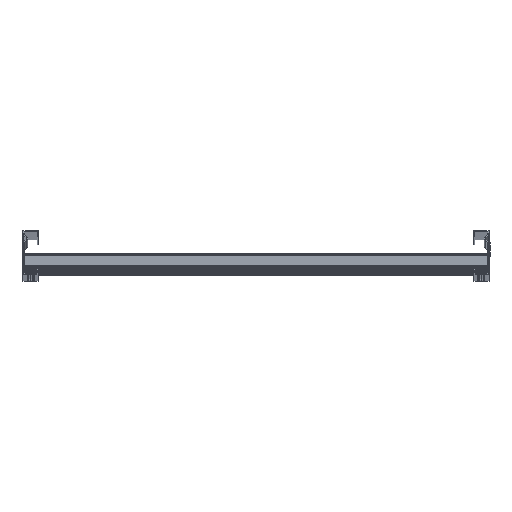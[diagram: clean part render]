
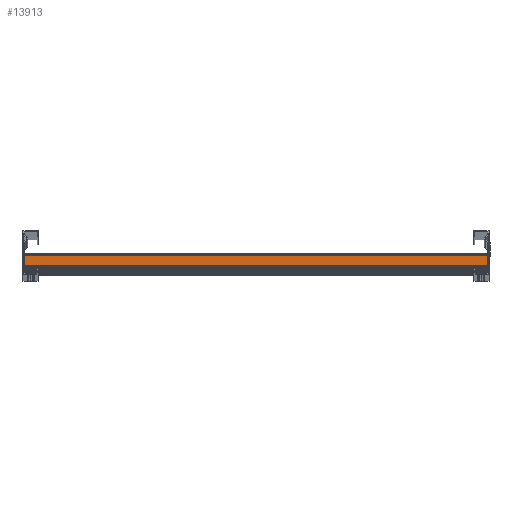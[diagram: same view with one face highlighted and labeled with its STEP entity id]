
A CAD part, top view. The second image highlights one B-rep face of the part: STEP entity #13913.
In plain terms, the highlighted face is planar.
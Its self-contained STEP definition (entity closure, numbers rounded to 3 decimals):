
#360 = CARTESIAN_POINT ( 'NONE',  ( 18., 18., 298.5 ) ) ;
#1636 = VECTOR ( 'NONE', #6716, 1000. ) ;
#1865 = CARTESIAN_POINT ( 'NONE',  ( 18., 2.5, 298.5 ) ) ;
#2431 = VERTEX_POINT ( 'NONE', #12467 ) ;
#2690 = CARTESIAN_POINT ( 'NONE',  ( 18., 18., -298.5 ) ) ;
#3196 = EDGE_CURVE ( 'NONE', #2431, #8710, #9003, .T. ) ;
#3730 = VERTEX_POINT ( 'NONE', #7938 ) ;
#3892 = ORIENTED_EDGE ( 'NONE', *, *, #9850, .T. ) ;
#3943 = CARTESIAN_POINT ( 'NONE',  ( 18., 2.5, -298.5 ) ) ;
#4556 = VERTEX_POINT ( 'NONE', #3943 ) ;
#4741 = PLANE ( 'NONE',  #5628 ) ;
#4917 = DIRECTION ( 'NONE',  ( 1., 0., 0. ) ) ;
#4989 = ORIENTED_EDGE ( 'NONE', *, *, #3196, .T. ) ;
#5618 = CARTESIAN_POINT ( 'NONE',  ( 18., 15.5, 298.5 ) ) ;
#5628 = AXIS2_PLACEMENT_3D ( 'NONE', #11360, #4917, #12572 ) ;
#5793 = VECTOR ( 'NONE', #7340, 1000. ) ;
#6411 = LINE ( 'NONE', #2690, #11706 ) ;
#6716 = DIRECTION ( 'NONE',  ( 0., 0., -1. ) ) ;
#7340 = DIRECTION ( 'NONE',  ( 0., 0., -1. ) ) ;
#7938 = CARTESIAN_POINT ( 'NONE',  ( 18., 15.5, -298.5 ) ) ;
#8710 = VERTEX_POINT ( 'NONE', #9673 ) ;
#9003 = LINE ( 'NONE', #360, #9694 ) ;
#9356 = EDGE_LOOP ( 'NONE', ( #12457, #10070, #4989, #3892 ) ) ;
#9378 = LINE ( 'NONE', #1865, #5793 ) ;
#9673 = CARTESIAN_POINT ( 'NONE',  ( 18., 2.5, 298.5 ) ) ;
#9694 = VECTOR ( 'NONE', #11279, 1000. ) ;
#9850 = EDGE_CURVE ( 'NONE', #8710, #4556, #9378, .T. ) ;
#10070 = ORIENTED_EDGE ( 'NONE', *, *, #13039, .F. ) ;
#11279 = DIRECTION ( 'NONE',  ( 0., -1., 0. ) ) ;
#11360 = CARTESIAN_POINT ( 'NONE',  ( 18., 18., 298.5 ) ) ;
#11706 = VECTOR ( 'NONE', #12620, 1000. ) ;
#11892 = EDGE_CURVE ( 'NONE', #3730, #4556, #6411, .T. ) ;
#12457 = ORIENTED_EDGE ( 'NONE', *, *, #11892, .F. ) ;
#12467 = CARTESIAN_POINT ( 'NONE',  ( 18., 15.5, 298.5 ) ) ;
#12572 = DIRECTION ( 'NONE',  ( 0., 0., -1. ) ) ;
#12620 = DIRECTION ( 'NONE',  ( 0., -1., 0. ) ) ;
#13036 = FACE_OUTER_BOUND ( 'NONE', #9356, .T. ) ;
#13039 = EDGE_CURVE ( 'NONE', #2431, #3730, #13243, .T. ) ;
#13243 = LINE ( 'NONE', #5618, #1636 ) ;
#13913 = ADVANCED_FACE ( 'NONE', ( #13036 ), #4741, .T. ) ;
